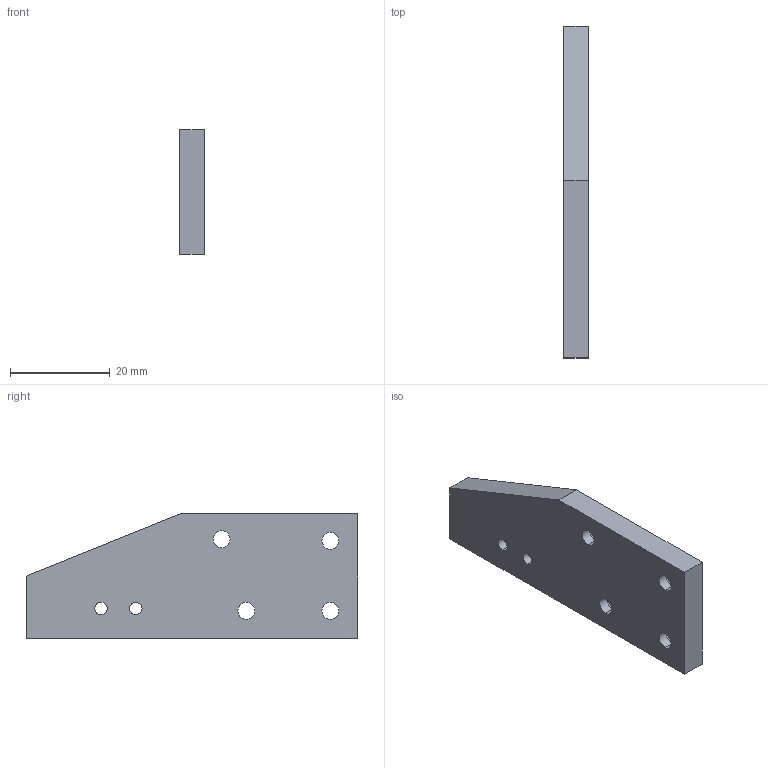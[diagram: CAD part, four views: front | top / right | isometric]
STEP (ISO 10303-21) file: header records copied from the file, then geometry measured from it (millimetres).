
FILE_DESCRIPTION (( 'STEP AP203' ), '1' );
FILE_NAME ('x-axis chain holder-1 (Default).STEP', '2021-11-19T20:31:52', ( '' ), ( '' ), 'SwSTEP 2.0', 'SolidWorks 2020', '' );
FILE_SCHEMA (( 'CONFIG_CONTROL_DESIGN' ));
Length unit declared in the file: millimetre
Products named in the file (1): x-axis chain holder-1 (Default)
Bounding box: 5 x 66.53 x 25 mm (x, y, z)
Volume: 6829.8 mm3; surface area: 4121.6 mm2
Topology: 1 solids, 1 shells, 31 faces, 75 edges, 50 vertices
Faces by surface type: cylinder 20, plane 11
Entity records: 1030 total; most frequent: DIRECTION 179, CARTESIAN_POINT 157, ORIENTED_EDGE 150, EDGE_CURVE 75, AXIS2_PLACEMENT_3D 72, VERTEX_POINT 50, EDGE_LOOP 47, CIRCLE 40
